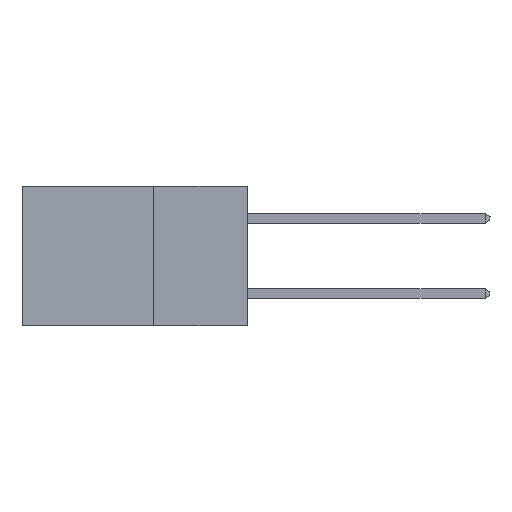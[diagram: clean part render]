
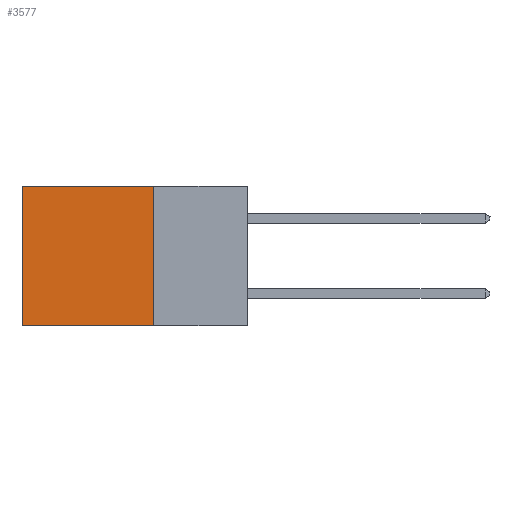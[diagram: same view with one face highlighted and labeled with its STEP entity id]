
A CAD part, left-side view. The second image highlights one B-rep face of the part: STEP entity #3577.
In plain terms, the highlighted planar face has unit normal (-1, 0, 0).
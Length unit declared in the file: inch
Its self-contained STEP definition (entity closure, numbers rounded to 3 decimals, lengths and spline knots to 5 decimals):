
#250 = DIRECTION ( 'NONE',  ( 0., 1., 0. ) ) ;
#878 = EDGE_CURVE ( 'NONE', #13645, #17493, #12214, .T. ) ;
#1043 = CARTESIAN_POINT ( 'NONE',  ( 0.298, 0.25, 0. ) ) ;
#1088 = CARTESIAN_POINT ( 'NONE',  ( 0.298, 0.25, -0.37 ) ) ;
#1388 = LINE ( 'NONE', #17885, #14409 ) ;
#1689 = DIRECTION ( 'NONE',  ( 0., 1., 0. ) ) ;
#2092 = CARTESIAN_POINT ( 'NONE',  ( 0.298, 0.25, 0. ) ) ;
#2501 = EDGE_CURVE ( 'NONE', #17493, #12132, #14143, .T. ) ;
#2566 = ORIENTED_EDGE ( 'NONE', *, *, #878, .F. ) ;
#3275 = CARTESIAN_POINT ( 'NONE',  ( 0.298, 0.25, 0. ) ) ;
#3577 = ADVANCED_FACE ( 'NONE', ( #10041 ), #19113, .F. ) ;
#5197 = EDGE_LOOP ( 'NONE', ( #11305, #12445, #2566, #8883 ) ) ;
#5525 = VECTOR ( 'NONE', #250, 39.37008 ) ;
#6201 = AXIS2_PLACEMENT_3D ( 'NONE', #19874, #20668, #16001 ) ;
#8249 = DIRECTION ( 'NONE',  ( 0., 0., -1. ) ) ;
#8461 = LINE ( 'NONE', #3275, #20772 ) ;
#8883 = ORIENTED_EDGE ( 'NONE', *, *, #12231, .T. ) ;
#9242 = DIRECTION ( 'NONE',  ( 0., 0., -1. ) ) ;
#10041 = FACE_OUTER_BOUND ( 'NONE', #5197, .T. ) ;
#11136 = CARTESIAN_POINT ( 'NONE',  ( 0.298, 0.25, -0.37 ) ) ;
#11207 = CARTESIAN_POINT ( 'NONE',  ( 0.298, 0.6, -0.37 ) ) ;
#11305 = ORIENTED_EDGE ( 'NONE', *, *, #20933, .T. ) ;
#11695 = VECTOR ( 'NONE', #9242, 39.37008 ) ;
#12026 = CARTESIAN_POINT ( 'NONE',  ( 0.298, 0.6, 0. ) ) ;
#12132 = VERTEX_POINT ( 'NONE', #11207 ) ;
#12214 = LINE ( 'NONE', #1043, #11695 ) ;
#12231 = EDGE_CURVE ( 'NONE', #13645, #15792, #8461, .T. ) ;
#12445 = ORIENTED_EDGE ( 'NONE', *, *, #2501, .F. ) ;
#13645 = VERTEX_POINT ( 'NONE', #2092 ) ;
#14143 = LINE ( 'NONE', #1088, #5525 ) ;
#14409 = VECTOR ( 'NONE', #8249, 39.37008 ) ;
#15792 = VERTEX_POINT ( 'NONE', #12026 ) ;
#16001 = DIRECTION ( 'NONE',  ( 0., 0., -1. ) ) ;
#17493 = VERTEX_POINT ( 'NONE', #11136 ) ;
#17885 = CARTESIAN_POINT ( 'NONE',  ( 0.298, 0.6, 0. ) ) ;
#19113 = PLANE ( 'NONE',  #6201 ) ;
#19874 = CARTESIAN_POINT ( 'NONE',  ( 0.298, 0.25, 0. ) ) ;
#20668 = DIRECTION ( 'NONE',  ( 1., 0., 0. ) ) ;
#20772 = VECTOR ( 'NONE', #1689, 39.37008 ) ;
#20933 = EDGE_CURVE ( 'NONE', #15792, #12132, #1388, .T. ) ;
